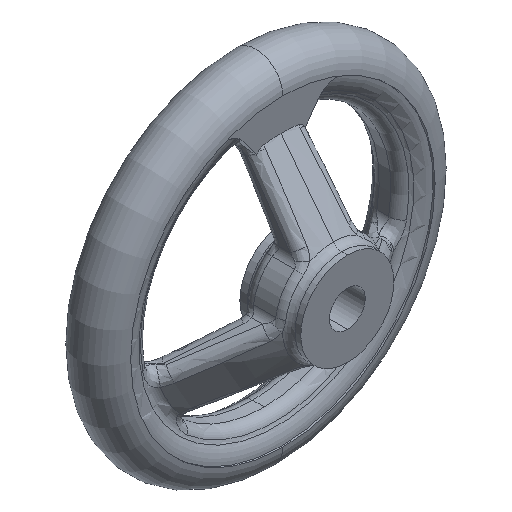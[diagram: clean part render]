
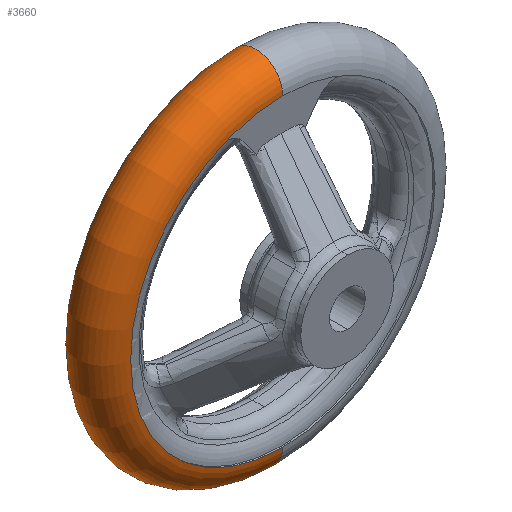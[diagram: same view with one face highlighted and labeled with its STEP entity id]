
A CAD part, isometric view. The second image highlights one B-rep face of the part: STEP entity #3660.
In plain terms, the highlighted toroidal (fillet/blend) face has major radius 42.5 mm and minor radius 7.5 mm.
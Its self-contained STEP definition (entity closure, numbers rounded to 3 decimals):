
#235 = ORIENTED_EDGE ( 'NONE', *, *, #5541, .F. ) ;
#484 = CIRCLE ( 'NONE', #534, 42.5 ) ;
#534 = AXIS2_PLACEMENT_3D ( 'NONE', #4025, #4808, #4921 ) ;
#579 = EDGE_CURVE ( 'NONE', #2135, #4877, #6949, .T. ) ;
#895 = CIRCLE ( 'NONE', #1602, 7.5 ) ;
#1095 = AXIS2_PLACEMENT_3D ( 'NONE', #4746, #4552, #4370 ) ;
#1112 = VERTEX_POINT ( 'NONE', #7465 ) ;
#1506 = DIRECTION ( 'NONE',  ( 0., 0., -1. ) ) ;
#1602 = AXIS2_PLACEMENT_3D ( 'NONE', #2079, #1656, #1506 ) ;
#1656 = DIRECTION ( 'NONE',  ( 1., 0., 0. ) ) ;
#1660 = ORIENTED_EDGE ( 'NONE', *, *, #6774, .T. ) ;
#2040 = ORIENTED_EDGE ( 'NONE', *, *, #579, .F. ) ;
#2079 = CARTESIAN_POINT ( 'NONE',  ( 0., 25.5, -42.5 ) ) ;
#2135 = VERTEX_POINT ( 'NONE', #5514 ) ;
#3045 = AXIS2_PLACEMENT_3D ( 'NONE', #6361, #3266, #6707 ) ;
#3080 = CARTESIAN_POINT ( 'NONE',  ( 0., 18., 42.5 ) ) ;
#3123 = ORIENTED_EDGE ( 'NONE', *, *, #4549, .T. ) ;
#3266 = DIRECTION ( 'NONE',  ( -1., 0., 0. ) ) ;
#3660 = ADVANCED_FACE ( 'NONE', ( #5853 ), #5877, .T. ) ;
#4025 = CARTESIAN_POINT ( 'NONE',  ( 0., 18., 0. ) ) ;
#4358 = DIRECTION ( 'NONE',  ( 0., 0., 1. ) ) ;
#4370 = DIRECTION ( 'NONE',  ( 0., 0., 1. ) ) ;
#4549 = EDGE_CURVE ( 'NONE', #7658, #4877, #5124, .T. ) ;
#4552 = DIRECTION ( 'NONE',  ( 0., 1., 0. ) ) ;
#4746 = CARTESIAN_POINT ( 'NONE',  ( 0., 33., 0. ) ) ;
#4808 = DIRECTION ( 'NONE',  ( 0., 1., 0. ) ) ;
#4877 = VERTEX_POINT ( 'NONE', #4971 ) ;
#4921 = DIRECTION ( 'NONE',  ( 0., 0., 1. ) ) ;
#4971 = CARTESIAN_POINT ( 'NONE',  ( 0., 33., 42.5 ) ) ;
#5124 = CIRCLE ( 'NONE', #3045, 7.5 ) ;
#5514 = CARTESIAN_POINT ( 'NONE',  ( 0., 33., -42.5 ) ) ;
#5541 = EDGE_CURVE ( 'NONE', #1112, #2135, #895, .T. ) ;
#5853 = FACE_OUTER_BOUND ( 'NONE', #7135, .T. ) ;
#5877 = TOROIDAL_SURFACE ( 'NONE', #6532, 42.5, 7.5 ) ;
#6361 = CARTESIAN_POINT ( 'NONE',  ( 0., 25.5, 42.5 ) ) ;
#6447 = DIRECTION ( 'NONE',  ( 0., 1., 0. ) ) ;
#6532 = AXIS2_PLACEMENT_3D ( 'NONE', #7013, #6447, #4358 ) ;
#6707 = DIRECTION ( 'NONE',  ( 0., 0., 1. ) ) ;
#6774 = EDGE_CURVE ( 'NONE', #1112, #7658, #484, .T. ) ;
#6949 = CIRCLE ( 'NONE', #1095, 42.5 ) ;
#7013 = CARTESIAN_POINT ( 'NONE',  ( 0., 25.5, 0. ) ) ;
#7135 = EDGE_LOOP ( 'NONE', ( #235, #1660, #3123, #2040 ) ) ;
#7465 = CARTESIAN_POINT ( 'NONE',  ( 0., 18., -42.5 ) ) ;
#7658 = VERTEX_POINT ( 'NONE', #3080 ) ;
